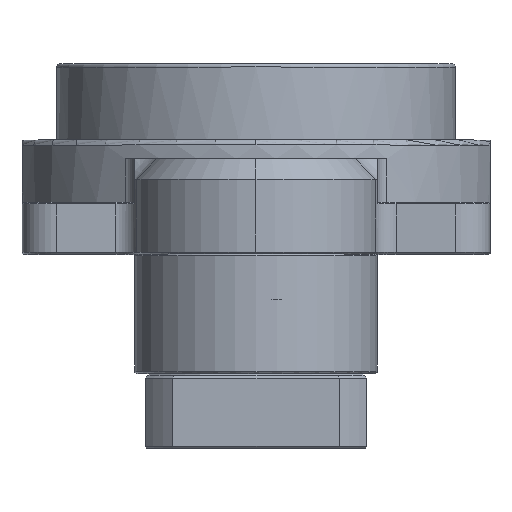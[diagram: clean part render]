
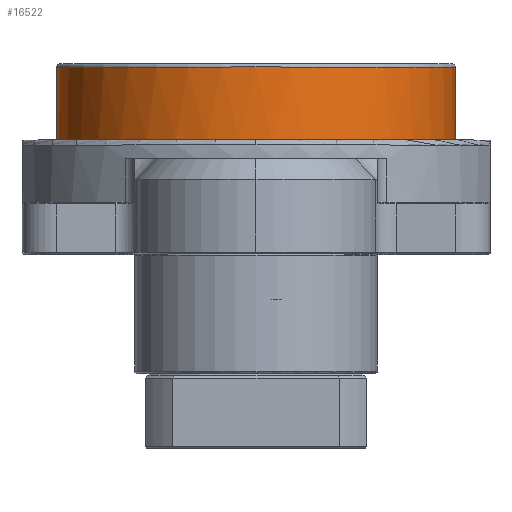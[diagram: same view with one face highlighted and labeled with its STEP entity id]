
A CAD part, top view. The second image highlights one B-rep face of the part: STEP entity #16522.
In plain terms, the highlighted cylindrical face has radius 57.5 mm (diameter 115 mm), a partial arc.
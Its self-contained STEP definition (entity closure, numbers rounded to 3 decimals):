
#709 = LINE ( 'NONE', #8047, #9483 ) ;
#1127 = VERTEX_POINT ( 'NONE', #1446 ) ;
#1168 = EDGE_CURVE ( 'NONE', #17661, #11193, #22231, .T. ) ;
#1186 = AXIS2_PLACEMENT_3D ( 'NONE', #12685, #19929, #3573 ) ;
#1446 = CARTESIAN_POINT ( 'NONE',  ( -57.5, 32.5, 0. ) ) ;
#2057 = DIRECTION ( 'NONE',  ( 0.787, 0., 0.617 ) ) ;
#2286 = CARTESIAN_POINT ( 'NONE',  ( -57.5, 43., 0. ) ) ;
#2541 = AXIS2_PLACEMENT_3D ( 'NONE', #20931, #4583, #11903 ) ;
#2582 = EDGE_CURVE ( 'NONE', #1127, #7950, #18652, .T. ) ;
#3431 = CARTESIAN_POINT ( 'NONE',  ( -57.5, 54., 0. ) ) ;
#3573 = DIRECTION ( 'NONE',  ( -1., 0., 0. ) ) ;
#4583 = DIRECTION ( 'NONE',  ( 0., 1., 0. ) ) ;
#4713 = CARTESIAN_POINT ( 'NONE',  ( 0., 32.5, 0. ) ) ;
#5605 = ORIENTED_EDGE ( 'NONE', *, *, #2582, .F. ) ;
#6379 = FACE_OUTER_BOUND ( 'NONE', #20570, .T. ) ;
#6582 = EDGE_CURVE ( 'NONE', #1127, #17661, #22983, .T. ) ;
#7217 = ORIENTED_EDGE ( 'NONE', *, *, #11187, .T. ) ;
#7950 = VERTEX_POINT ( 'NONE', #3431 ) ;
#8047 = CARTESIAN_POINT ( 'NONE',  ( 57.5, 43., 0. ) ) ;
#9146 = ORIENTED_EDGE ( 'NONE', *, *, #21394, .T. ) ;
#9483 = VECTOR ( 'NONE', #15342, 1000. ) ;
#9622 = DIRECTION ( 'NONE',  ( 0., 1., 0. ) ) ;
#11185 = CARTESIAN_POINT ( 'NONE',  ( 0., 32.5, 0. ) ) ;
#11187 = EDGE_CURVE ( 'NONE', #11193, #22035, #709, .T. ) ;
#11193 = VERTEX_POINT ( 'NONE', #22576 ) ;
#11379 = ORIENTED_EDGE ( 'NONE', *, *, #1168, .T. ) ;
#11550 = CIRCLE ( 'NONE', #1186, 57.5 ) ;
#11903 = DIRECTION ( 'NONE',  ( 1., 0., 0. ) ) ;
#11971 = AXIS2_PLACEMENT_3D ( 'NONE', #11185, #18429, #2057 ) ;
#12027 = DIRECTION ( 'NONE',  ( 0., 1., 0. ) ) ;
#12685 = CARTESIAN_POINT ( 'NONE',  ( 0., 54., 0. ) ) ;
#12731 = AXIS2_PLACEMENT_3D ( 'NONE', #4713, #12027, #19258 ) ;
#13689 = CYLINDRICAL_SURFACE ( 'NONE', #2541, 57.5 ) ;
#15342 = DIRECTION ( 'NONE',  ( 0., 1., 0. ) ) ;
#15691 = VECTOR ( 'NONE', #9622, 1000. ) ;
#16522 = ADVANCED_FACE ( 'NONE', ( #6379 ), #13689, .T. ) ;
#17520 = CARTESIAN_POINT ( 'NONE',  ( 57.5, 54., 0. ) ) ;
#17661 = VERTEX_POINT ( 'NONE', #19778 ) ;
#18429 = DIRECTION ( 'NONE',  ( 0., 1., 0. ) ) ;
#18652 = LINE ( 'NONE', #2286, #15691 ) ;
#19258 = DIRECTION ( 'NONE',  ( 0.787, 0., 0.617 ) ) ;
#19468 = ORIENTED_EDGE ( 'NONE', *, *, #6582, .T. ) ;
#19778 = CARTESIAN_POINT ( 'NONE',  ( 45.267, 32.5, 35.457 ) ) ;
#19929 = DIRECTION ( 'NONE',  ( 0., -1., 0. ) ) ;
#20570 = EDGE_LOOP ( 'NONE', ( #5605, #19468, #11379, #7217, #9146 ) ) ;
#20931 = CARTESIAN_POINT ( 'NONE',  ( 0., 43., 0. ) ) ;
#21394 = EDGE_CURVE ( 'NONE', #22035, #7950, #11550, .T. ) ;
#22035 = VERTEX_POINT ( 'NONE', #17520 ) ;
#22231 = CIRCLE ( 'NONE', #11971, 57.5 ) ;
#22576 = CARTESIAN_POINT ( 'NONE',  ( 57.5, 32.5, 0. ) ) ;
#22983 = CIRCLE ( 'NONE', #12731, 57.5 ) ;
